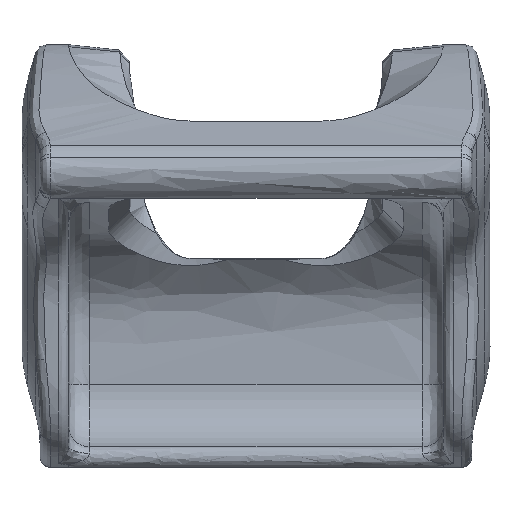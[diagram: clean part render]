
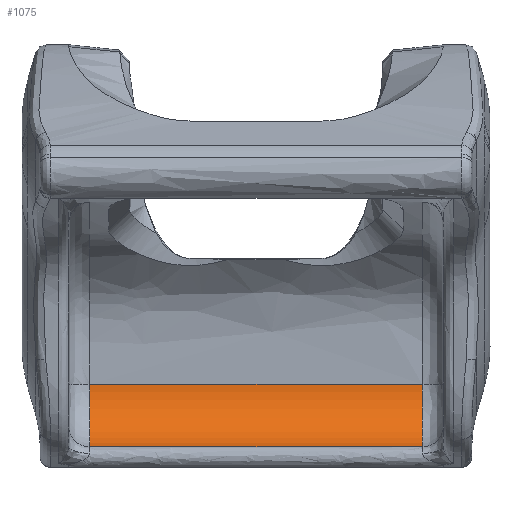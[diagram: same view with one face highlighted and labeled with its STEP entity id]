
A CAD part, top view. The second image highlights one B-rep face of the part: STEP entity #1075.
In plain terms, the highlighted free-form (B-spline) face has degree [2, 1] with [3, 2] control points.
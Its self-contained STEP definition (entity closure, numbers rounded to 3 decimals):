
#433 = VERTEX_POINT('',#434);
#434 = CARTESIAN_POINT('',(26.674,3.561,2.44
    ));
#499 = VERTEX_POINT('',#500);
#500 = CARTESIAN_POINT('',(-26.674,3.561,2.44
    ));
#521 = EDGE_CURVE('',#433,#499,#522,.T.);
#522 = B_SPLINE_CURVE_WITH_KNOTS('',1,(#523,#524),.UNSPECIFIED.,.F.,.F.,
  (2,2),(4.2,69.8),.PIECEWISE_BEZIER_KNOTS.);
#523 = CARTESIAN_POINT('',(26.674,3.561,2.44
    ));
#524 = CARTESIAN_POINT('',(-26.674,3.561,2.44
    ));
#1075 = ADVANCED_FACE('',(#1076),#1100,.F.);
#1076 = FACE_BOUND('',#1077,.F.);
#1077 = EDGE_LOOP('',(#1078,#1086,#1087,#1095));
#1078 = ORIENTED_EDGE('',*,*,#1079,.T.);
#1079 = EDGE_CURVE('',#1080,#499,#1082,.T.);
#1080 = VERTEX_POINT('',#1081);
#1081 = CARTESIAN_POINT('',(-26.674,-6.506,
    10.184));
#1082 = ( BOUNDED_CURVE() B_SPLINE_CURVE(2,(#1083,#1084,#1085),
.UNSPECIFIED.,.F.,.F.) B_SPLINE_CURVE_WITH_KNOTS((3,3),(4.973,
6.282),.PIECEWISE_BEZIER_KNOTS.) CURVE() 
GEOMETRIC_REPRESENTATION_ITEM() RATIONAL_B_SPLINE_CURVE((1.,
0.793,1.)) REPRESENTATION_ITEM('') );
#1083 = CARTESIAN_POINT('',(-26.674,-6.506,
    10.184));
#1084 = CARTESIAN_POINT('',(-26.674,-4.446,
    2.446));
#1085 = CARTESIAN_POINT('',(-26.674,3.561,
    2.44));
#1086 = ORIENTED_EDGE('',*,*,#521,.F.);
#1087 = ORIENTED_EDGE('',*,*,#1088,.F.);
#1088 = EDGE_CURVE('',#1089,#433,#1091,.T.);
#1089 = VERTEX_POINT('',#1090);
#1090 = CARTESIAN_POINT('',(26.674,-6.506,
    10.184));
#1091 = ( BOUNDED_CURVE() B_SPLINE_CURVE(2,(#1092,#1093,#1094),
.UNSPECIFIED.,.F.,.F.) B_SPLINE_CURVE_WITH_KNOTS((3,3),(4.973,
6.282),.PIECEWISE_BEZIER_KNOTS.) CURVE() 
GEOMETRIC_REPRESENTATION_ITEM() RATIONAL_B_SPLINE_CURVE((1.,
0.793,1.)) REPRESENTATION_ITEM('') );
#1092 = CARTESIAN_POINT('',(26.674,-6.506,
    10.184));
#1093 = CARTESIAN_POINT('',(26.674,-4.446,
    2.446));
#1094 = CARTESIAN_POINT('',(26.674,3.561,
    2.44));
#1095 = ORIENTED_EDGE('',*,*,#1096,.T.);
#1096 = EDGE_CURVE('',#1089,#1080,#1097,.T.);
#1097 = B_SPLINE_CURVE_WITH_KNOTS('',1,(#1098,#1099),.UNSPECIFIED.,.F.,
  .F.,(2,2),(4.2,69.8),.PIECEWISE_BEZIER_KNOTS.);
#1098 = CARTESIAN_POINT('',(26.674,-6.506,
    10.184));
#1099 = CARTESIAN_POINT('',(-26.674,-6.506,
    10.184));
#1100 = ( BOUNDED_SURFACE() B_SPLINE_SURFACE(2,1,(
    (#1101,#1102)
    ,(#1103,#1104)
    ,(#1105,#1106
)),.UNSPECIFIED.,.F.,.F.,.F.) B_SPLINE_SURFACE_WITH_KNOTS((3,3),(2,2),(
    3.142,4.452),(4.2,69.8),.PIECEWISE_BEZIER_KNOTS.) 
GEOMETRIC_REPRESENTATION_ITEM() RATIONAL_B_SPLINE_SURFACE((
    (1.,1.)
    ,(0.793,0.793)
,(1.,1.))) REPRESENTATION_ITEM('') SURFACE() );
#1101 = CARTESIAN_POINT('',(26.674,3.561,
    2.44));
#1102 = CARTESIAN_POINT('',(-26.674,3.561,
    2.44));
#1103 = CARTESIAN_POINT('',(26.674,-4.446,
    2.446));
#1104 = CARTESIAN_POINT('',(-26.674,-4.446,
    2.446));
#1105 = CARTESIAN_POINT('',(26.674,-6.506,
    10.184));
#1106 = CARTESIAN_POINT('',(-26.674,-6.506,
    10.184));
